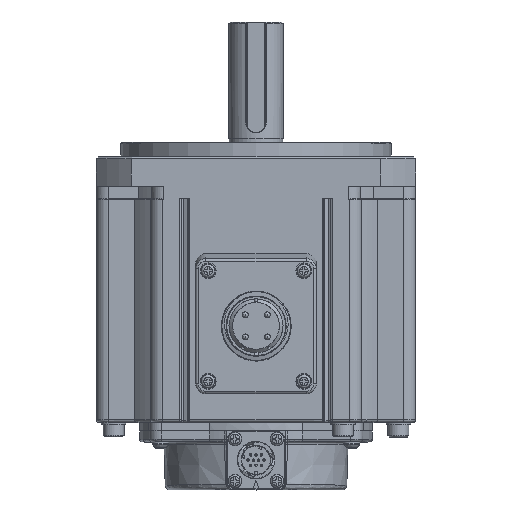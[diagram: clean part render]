
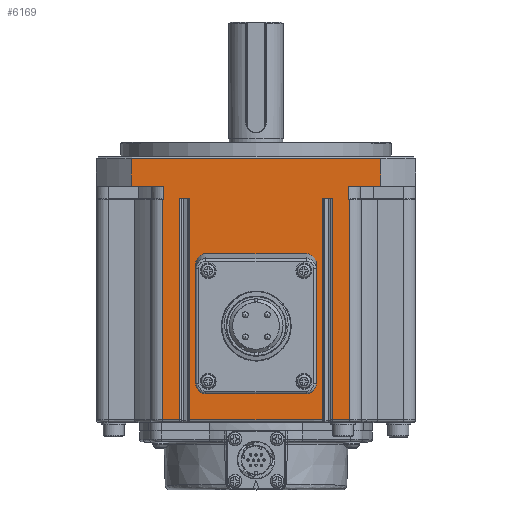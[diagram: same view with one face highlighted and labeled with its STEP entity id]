
A CAD part, top view. The second image highlights one B-rep face of the part: STEP entity #6169.
In plain terms, the highlighted planar face has unit normal (0, 0, 1).
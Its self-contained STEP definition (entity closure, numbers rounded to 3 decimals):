
#1345=LINE('',#43920,#2902);
#1346=LINE('',#43926,#2903);
#1347=LINE('',#43928,#2904);
#1515=LINE('',#44474,#3072);
#1516=LINE('',#44479,#3073);
#1517=LINE('',#44483,#3074);
#1518=LINE('',#44487,#3075);
#1519=LINE('',#44490,#3076);
#1520=LINE('',#44492,#3077);
#1521=LINE('',#44494,#3078);
#1522=LINE('',#44495,#3079);
#1523=LINE('',#44497,#3080);
#1524=LINE('',#44499,#3081);
#1525=LINE('',#44500,#3082);
#1526=LINE('',#44502,#3083);
#1527=LINE('',#44504,#3084);
#1528=LINE('',#44506,#3085);
#1529=LINE('',#44508,#3086);
#1530=LINE('',#44510,#3087);
#1531=LINE('',#44512,#3088);
#1532=LINE('',#44514,#3089);
#1533=LINE('',#44516,#3090);
#1534=LINE('',#44518,#3091);
#1535=LINE('',#44520,#3092);
#2902=VECTOR('',#31595,1.);
#2903=VECTOR('',#31602,1.);
#2904=VECTOR('',#31605,1.);
#3072=VECTOR('',#32201,1.);
#3073=VECTOR('',#32204,1.);
#3074=VECTOR('',#32207,1.);
#3075=VECTOR('',#32210,1.);
#3076=VECTOR('',#32213,1.);
#3077=VECTOR('',#32214,1.);
#3078=VECTOR('',#32215,1.);
#3079=VECTOR('',#32216,1.);
#3080=VECTOR('',#32217,1.);
#3081=VECTOR('',#32218,1.);
#3082=VECTOR('',#32219,1.);
#3083=VECTOR('',#32220,1.);
#3084=VECTOR('',#32221,1.);
#3085=VECTOR('',#32222,1.);
#3086=VECTOR('',#32223,1.);
#3087=VECTOR('',#32224,1.);
#3088=VECTOR('',#32225,1.);
#3089=VECTOR('',#32226,1.);
#3090=VECTOR('',#32227,1.);
#3091=VECTOR('',#32228,1.);
#3092=VECTOR('',#32229,1.);
#4996=FACE_BOUND('',#9592,.T.);
#4997=FACE_BOUND('',#9593,.T.);
#6169=ADVANCED_FACE('',(#4996,#4997),#7110,.F.);
#7110=PLANE('',#26606);
#9592=EDGE_LOOP('',(#14601,#14602,#14603,#14604,#14605,#14606,#14607,#14608));
#9593=EDGE_LOOP('',(#14609,#14610,#14611,#14612,#14613,#14614,#14615,#14616,
#14617,#14618,#14619,#14620,#14621,#14622,#14623,#14624,#14625,#14626,#14627,
#14628));
#14601=ORIENTED_EDGE('',*,*,#22114,.T.);
#14602=ORIENTED_EDGE('',*,*,#22115,.T.);
#14603=ORIENTED_EDGE('',*,*,#22116,.T.);
#14604=ORIENTED_EDGE('',*,*,#22117,.T.);
#14605=ORIENTED_EDGE('',*,*,#22118,.T.);
#14606=ORIENTED_EDGE('',*,*,#22119,.T.);
#14607=ORIENTED_EDGE('',*,*,#22120,.T.);
#14608=ORIENTED_EDGE('',*,*,#22121,.T.);
#14609=ORIENTED_EDGE('',*,*,#22122,.F.);
#14610=ORIENTED_EDGE('',*,*,#22123,.T.);
#14611=ORIENTED_EDGE('',*,*,#22124,.T.);
#14612=ORIENTED_EDGE('',*,*,#21851,.T.);
#14613=ORIENTED_EDGE('',*,*,#22125,.F.);
#14614=ORIENTED_EDGE('',*,*,#22126,.F.);
#14615=ORIENTED_EDGE('',*,*,#22127,.T.);
#14616=ORIENTED_EDGE('',*,*,#21848,.T.);
#14617=ORIENTED_EDGE('',*,*,#22128,.F.);
#14618=ORIENTED_EDGE('',*,*,#22129,.T.);
#14619=ORIENTED_EDGE('',*,*,#22130,.T.);
#14620=ORIENTED_EDGE('',*,*,#22131,.F.);
#14621=ORIENTED_EDGE('',*,*,#22132,.F.);
#14622=ORIENTED_EDGE('',*,*,#22133,.T.);
#14623=ORIENTED_EDGE('',*,*,#22134,.T.);
#14624=ORIENTED_EDGE('',*,*,#22135,.F.);
#14625=ORIENTED_EDGE('',*,*,#22136,.T.);
#14626=ORIENTED_EDGE('',*,*,#22137,.T.);
#14627=ORIENTED_EDGE('',*,*,#22138,.T.);
#14628=ORIENTED_EDGE('',*,*,#21852,.T.);
#18666=VERTEX_POINT('',#42605);
#18871=VERTEX_POINT('',#43833);
#18880=VERTEX_POINT('',#43887);
#18882=VERTEX_POINT('',#43904);
#18884=VERTEX_POINT('',#43921);
#18885=VERTEX_POINT('',#43925);
#19026=VERTEX_POINT('',#44475);
#19027=VERTEX_POINT('',#44476);
#19028=VERTEX_POINT('',#44478);
#19029=VERTEX_POINT('',#44480);
#19030=VERTEX_POINT('',#44482);
#19031=VERTEX_POINT('',#44484);
#19032=VERTEX_POINT('',#44486);
#19033=VERTEX_POINT('',#44488);
#19034=VERTEX_POINT('',#44491);
#19035=VERTEX_POINT('',#44493);
#19036=VERTEX_POINT('',#44496);
#19037=VERTEX_POINT('',#44498);
#19038=VERTEX_POINT('',#44501);
#19039=VERTEX_POINT('',#44503);
#19040=VERTEX_POINT('',#44505);
#19041=VERTEX_POINT('',#44507);
#19042=VERTEX_POINT('',#44509);
#19043=VERTEX_POINT('',#44511);
#19044=VERTEX_POINT('',#44513);
#19045=VERTEX_POINT('',#44515);
#19046=VERTEX_POINT('',#44517);
#19047=VERTEX_POINT('',#44519);
#21848=EDGE_CURVE('',#18884,#18666,#1345,.T.);
#21851=EDGE_CURVE('',#18882,#18885,#1346,.T.);
#21852=EDGE_CURVE('',#18871,#18880,#1347,.T.);
#22114=EDGE_CURVE('',#19026,#19027,#1515,.T.);
#22115=EDGE_CURVE('',#19027,#19028,#24295,.T.);
#22116=EDGE_CURVE('',#19028,#19029,#1516,.T.);
#22117=EDGE_CURVE('',#19029,#19030,#24296,.T.);
#22118=EDGE_CURVE('',#19030,#19031,#1517,.T.);
#22119=EDGE_CURVE('',#19031,#19032,#24297,.T.);
#22120=EDGE_CURVE('',#19032,#19033,#1518,.T.);
#22121=EDGE_CURVE('',#19033,#19026,#24298,.T.);
#22122=EDGE_CURVE('',#19034,#18880,#1519,.T.);
#22123=EDGE_CURVE('',#19034,#19035,#1520,.T.);
#22124=EDGE_CURVE('',#19035,#18882,#1521,.T.);
#22125=EDGE_CURVE('',#19036,#18885,#1522,.T.);
#22126=EDGE_CURVE('',#19037,#19036,#1523,.T.);
#22127=EDGE_CURVE('',#19037,#18884,#1524,.T.);
#22128=EDGE_CURVE('',#19038,#18666,#1525,.T.);
#22129=EDGE_CURVE('',#19038,#19039,#1526,.T.);
#22130=EDGE_CURVE('',#19039,#19040,#1527,.T.);
#22131=EDGE_CURVE('',#19041,#19040,#1528,.T.);
#22132=EDGE_CURVE('',#19042,#19041,#1529,.T.);
#22133=EDGE_CURVE('',#19042,#19043,#1530,.T.);
#22134=EDGE_CURVE('',#19043,#19044,#1531,.T.);
#22135=EDGE_CURVE('',#19045,#19044,#1532,.T.);
#22136=EDGE_CURVE('',#19045,#19046,#1533,.T.);
#22137=EDGE_CURVE('',#19046,#19047,#1534,.T.);
#22138=EDGE_CURVE('',#19047,#18871,#1535,.T.);
#24295=CIRCLE('',#26602,4.);
#24296=CIRCLE('',#26603,4.);
#24297=CIRCLE('',#26604,4.);
#24298=CIRCLE('',#26605,4.);
#26602=AXIS2_PLACEMENT_3D('',#44477,#32202,#32203);
#26603=AXIS2_PLACEMENT_3D('',#44481,#32205,#32206);
#26604=AXIS2_PLACEMENT_3D('',#44485,#32208,#32209);
#26605=AXIS2_PLACEMENT_3D('',#44489,#32211,#32212);
#26606=AXIS2_PLACEMENT_3D('',#44521,#32230,#32231);
#31595=DIRECTION('',(1.,0.,0.));
#31602=DIRECTION('',(1.,0.,0.));
#31605=DIRECTION('',(1.,0.,0.));
#32201=DIRECTION('',(1.,0.,0.));
#32202=DIRECTION('',(0.,0.,-1.));
#32203=DIRECTION('',(-1.,0.,0.));
#32204=DIRECTION('',(0.,-1.,0.));
#32205=DIRECTION('',(0.,0.,-1.));
#32206=DIRECTION('',(-1.,0.,0.));
#32207=DIRECTION('',(-1.,0.,0.));
#32208=DIRECTION('',(0.,0.,-1.));
#32209=DIRECTION('',(-1.,0.,0.));
#32210=DIRECTION('',(0.,1.,0.));
#32211=DIRECTION('',(0.,0.,-1.));
#32212=DIRECTION('',(-1.,0.,0.));
#32213=DIRECTION('',(0.,-1.,0.));
#32214=DIRECTION('',(1.,0.,0.));
#32215=DIRECTION('',(0.,-1.,0.));
#32216=DIRECTION('',(0.,-1.,0.));
#32217=DIRECTION('',(-1.,0.,0.));
#32218=DIRECTION('',(0.,-1.,0.));
#32219=DIRECTION('',(0.,-1.,0.));
#32220=DIRECTION('',(-1.,0.,0.));
#32221=DIRECTION('',(0.,1.,0.));
#32222=DIRECTION('',(-1.,0.,0.));
#32223=DIRECTION('',(0.,-1.,0.));
#32224=DIRECTION('',(-1.,0.,0.));
#32225=DIRECTION('',(0.,-1.,0.));
#32226=DIRECTION('',(-1.,0.,0.));
#32227=DIRECTION('',(0.,-1.,0.));
#32228=DIRECTION('',(-1.,0.,0.));
#32229=DIRECTION('',(0.,-1.,0.));
#32230=DIRECTION('',(0.,0.,-1.));
#32231=DIRECTION('',(0.,1.,0.));
#42605=CARTESIAN_POINT('',(38.,9.,0.));
#43833=CARTESIAN_POINT('',(-38.,9.,0.));
#43887=CARTESIAN_POINT('',(-30.974,9.,0.));
#43904=CARTESIAN_POINT('',(-27.026,9.,0.));
#43920=CARTESIAN_POINT('',(38.,9.,0.));
#43921=CARTESIAN_POINT('',(30.974,9.,0.));
#43925=CARTESIAN_POINT('',(27.026,9.,0.));
#43926=CARTESIAN_POINT('',(38.,9.,0.));
#43928=CARTESIAN_POINT('',(38.,9.,0.));
#44474=CARTESIAN_POINT('',(38.,76.5,0.));
#44475=CARTESIAN_POINT('',(-20.5,76.5,0.));
#44476=CARTESIAN_POINT('',(20.5,76.5,0.));
#44477=CARTESIAN_POINT('',(20.5,72.5,0.));
#44478=CARTESIAN_POINT('',(24.5,72.5,0.));
#44479=CARTESIAN_POINT('',(24.5,-35.,0.));
#44480=CARTESIAN_POINT('',(24.5,23.5,0.));
#44481=CARTESIAN_POINT('',(20.5,23.5,0.));
#44482=CARTESIAN_POINT('',(20.5,19.5,0.));
#44483=CARTESIAN_POINT('',(38.,19.5,0.));
#44484=CARTESIAN_POINT('',(-20.5,19.5,0.));
#44485=CARTESIAN_POINT('',(-20.5,23.5,0.));
#44486=CARTESIAN_POINT('',(-24.5,23.5,0.));
#44487=CARTESIAN_POINT('',(-24.5,-35.,0.));
#44488=CARTESIAN_POINT('',(-24.5,72.5,0.));
#44489=CARTESIAN_POINT('',(-20.5,72.5,0.));
#44490=CARTESIAN_POINT('',(-30.974,-35.,0.));
#44491=CARTESIAN_POINT('',(-30.974,99.,0.));
#44492=CARTESIAN_POINT('',(42.5,99.,0.));
#44493=CARTESIAN_POINT('',(-27.026,99.,0.));
#44494=CARTESIAN_POINT('',(-27.026,-35.,0.));
#44495=CARTESIAN_POINT('',(27.026,-35.,0.));
#44496=CARTESIAN_POINT('',(27.026,99.,0.));
#44497=CARTESIAN_POINT('',(-42.5,99.,0.));
#44498=CARTESIAN_POINT('',(30.974,99.,0.));
#44499=CARTESIAN_POINT('',(30.974,-35.,0.));
#44500=CARTESIAN_POINT('',(38.,0.,0.));
#44501=CARTESIAN_POINT('',(38.,98.7,0.));
#44502=CARTESIAN_POINT('',(37.5,98.7,0.));
#44503=CARTESIAN_POINT('',(37.5,98.7,0.));
#44504=CARTESIAN_POINT('',(37.5,-7.,0.));
#44505=CARTESIAN_POINT('',(37.5,104.,0.));
#44506=CARTESIAN_POINT('',(65.,104.,0.));
#44507=CARTESIAN_POINT('',(50.806,104.,0.));
#44508=CARTESIAN_POINT('',(50.806,116.,0.));
#44509=CARTESIAN_POINT('',(50.806,115.3,0.));
#44510=CARTESIAN_POINT('',(38.,115.3,0.));
#44511=CARTESIAN_POINT('',(-50.806,115.3,0.));
#44512=CARTESIAN_POINT('',(-50.806,116.,0.));
#44513=CARTESIAN_POINT('',(-50.806,104.,0.));
#44514=CARTESIAN_POINT('',(-65.,104.,0.));
#44515=CARTESIAN_POINT('',(-37.5,104.,0.));
#44516=CARTESIAN_POINT('',(-37.5,-7.,0.));
#44517=CARTESIAN_POINT('',(-37.5,98.7,0.));
#44518=CARTESIAN_POINT('',(-38.,98.7,0.));
#44519=CARTESIAN_POINT('',(-38.,98.7,0.));
#44520=CARTESIAN_POINT('',(-38.,-35.,0.));
#44521=CARTESIAN_POINT('',(38.,-35.,0.));
